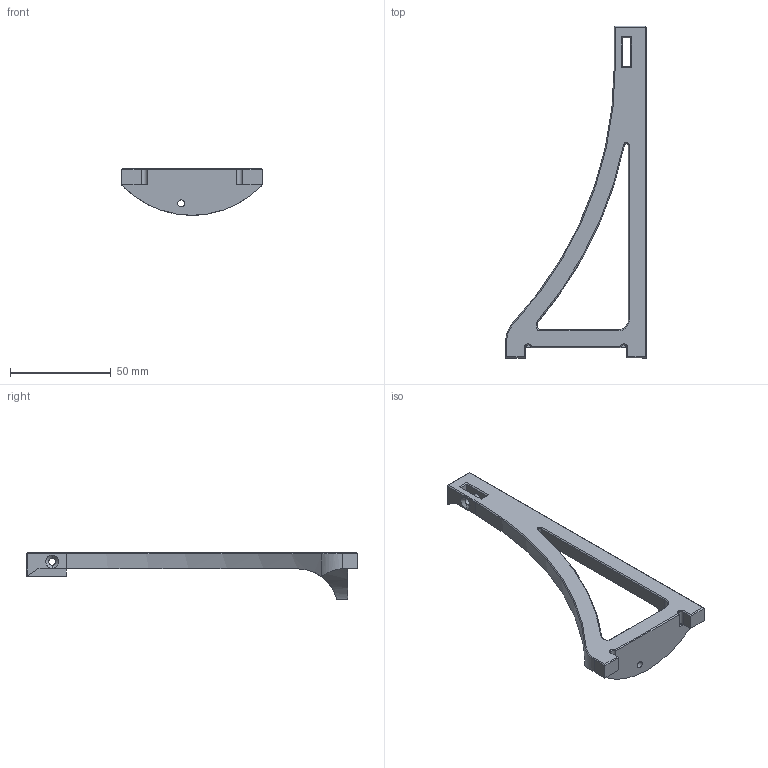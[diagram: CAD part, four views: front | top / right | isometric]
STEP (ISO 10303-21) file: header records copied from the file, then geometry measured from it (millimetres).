
FILE_DESCRIPTION (( 'STEP AP214' ), '1' );
FILE_NAME ('camera_side_right.STEP', '2023-05-01T22:44:50', ( '' ), ( '' ), 'SwSTEP 2.0', 'SolidWorks 2021', '' );
FILE_SCHEMA (( 'AUTOMOTIVE_DESIGN' ));
Length unit declared in the file: millimetre
Products named in the file (1): camera_side_right
Bounding box: 70 x 165 x 23.15 mm (x, y, z)
Volume: 34424.4 mm3; surface area: 14201.4 mm2
Topology: 1 solids, 1 shells, 179 faces, 463 edges, 295 vertices
Faces by surface type: plane 99, bspline 48, cylinder 17, cone 15
Entity records: 8602 total; most frequent: CARTESIAN_POINT 4530, ORIENTED_EDGE 926, DIRECTION 655, EDGE_CURVE 463, LINE 305, VECTOR 305, VERTEX_POINT 295, EDGE_LOOP 198
